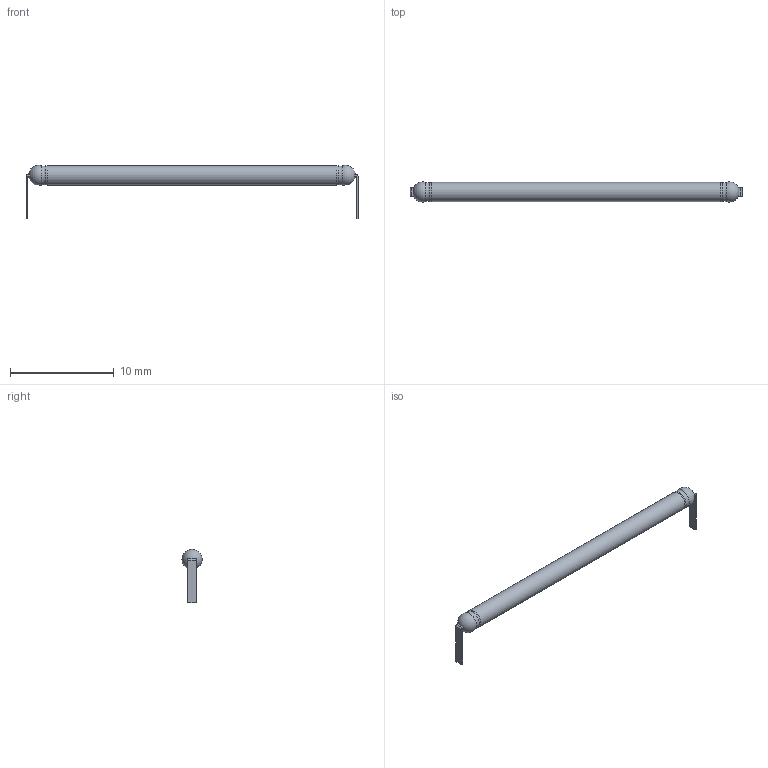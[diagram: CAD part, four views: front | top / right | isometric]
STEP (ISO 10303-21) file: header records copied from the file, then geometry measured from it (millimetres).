
FILE_DESCRIPTION(('FreeCAD Model'),'2;1');
FILE_NAME('Open CASCADE Shape Model','2021-10-27T21:13:55',('Author'),( ''),'Open CASCADE STEP processor 7.4','FreeCAD','Unknown');
FILE_SCHEMA(('AUTOMOTIVE_DESIGN { 1 0 10303 214 1 1 1 1 }'));
Length unit declared in the file: millimetre
Products named in the file (3): Unnamed; Filament; Leads
Assembly tree (2 placements, depth 2):
  Unnamed
    Filament
    Leads
Bounding box: 32 x 1.94 x 5.14 mm (x, y, z)
Volume: 88.5 mm3; surface area: 261.1 mm2
Topology: 2 solids, 2 shells, 19 faces, 45 edges, 28 vertices
Faces by surface type: plane 10, revolution 4, cylinder 3, sphere 2
Full cylindrical faces by diameter (mm): 1.85 x1
Entity records: 620 total; most frequent: DIRECTION 107, CARTESIAN_POINT 97, ORIENTED_EDGE 86, EDGE_CURVE 43, AXIS2_PLACEMENT_3D 38, VERTEX_POINT 28, LINE 27, VECTOR 27
